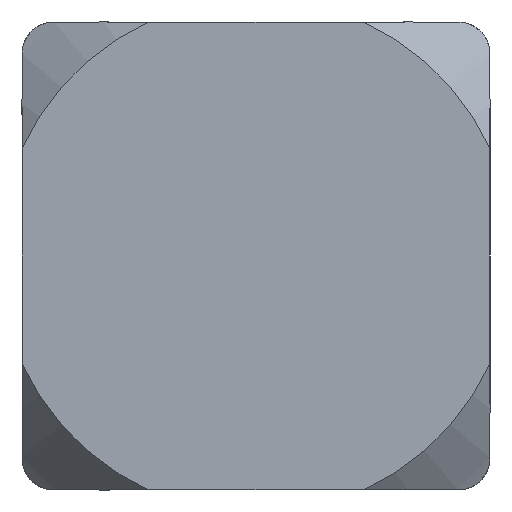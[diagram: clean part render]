
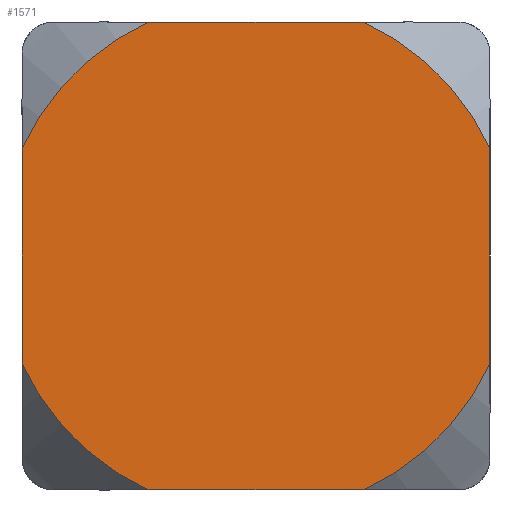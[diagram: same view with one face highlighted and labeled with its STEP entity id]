
A CAD part, left-side view. The second image highlights one B-rep face of the part: STEP entity #1571.
In plain terms, the highlighted planar face has unit normal (-1, 0, 0).
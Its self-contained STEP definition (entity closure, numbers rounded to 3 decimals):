
#64=CIRCLE('',#1679,8.8);
#67=CIRCLE('',#1685,8.8);
#68=CIRCLE('',#1686,8.8);
#69=CIRCLE('',#1687,8.8);
#179=FACE_OUTER_BOUND('',#268,.T.);
#268=EDGE_LOOP('',(#1089,#1090,#1091,#1092,#1093,#1094,#1095,#1096));
#426=LINE('',#2479,#533);
#427=LINE('',#2487,#534);
#428=LINE('',#2490,#535);
#429=LINE('',#2494,#536);
#533=VECTOR('',#1888,1000.);
#534=VECTOR('',#1895,1000.);
#535=VECTOR('',#1898,1000.);
#536=VECTOR('',#1901,1000.);
#655=VERTEX_POINT('',#2418);
#656=VERTEX_POINT('',#2422);
#661=VERTEX_POINT('',#2463);
#668=VERTEX_POINT('',#2485);
#669=VERTEX_POINT('',#2486);
#670=VERTEX_POINT('',#2489);
#671=VERTEX_POINT('',#2491);
#672=VERTEX_POINT('',#2493);
#825=EDGE_CURVE('',#656,#655,#64,.T.);
#835=EDGE_CURVE('',#655,#661,#426,.T.);
#838=EDGE_CURVE('',#668,#669,#427,.T.);
#839=EDGE_CURVE('',#661,#669,#67,.T.);
#840=EDGE_CURVE('',#670,#656,#428,.T.);
#841=EDGE_CURVE('',#671,#670,#68,.T.);
#842=EDGE_CURVE('',#671,#672,#429,.T.);
#843=EDGE_CURVE('',#668,#672,#69,.T.);
#1089=ORIENTED_EDGE('',*,*,#838,.T.);
#1090=ORIENTED_EDGE('',*,*,#839,.F.);
#1091=ORIENTED_EDGE('',*,*,#835,.F.);
#1092=ORIENTED_EDGE('',*,*,#825,.F.);
#1093=ORIENTED_EDGE('',*,*,#840,.F.);
#1094=ORIENTED_EDGE('',*,*,#841,.F.);
#1095=ORIENTED_EDGE('',*,*,#842,.T.);
#1096=ORIENTED_EDGE('',*,*,#843,.F.);
#1532=PLANE('',#1684);
#1571=ADVANCED_FACE('',(#179),#1532,.F.);
#1679=AXIS2_PLACEMENT_3D('',#2426,#1878,#1879);
#1684=AXIS2_PLACEMENT_3D('',#2484,#1893,#1894);
#1685=AXIS2_PLACEMENT_3D('',#2488,#1896,#1897);
#1686=AXIS2_PLACEMENT_3D('',#2492,#1899,#1900);
#1687=AXIS2_PLACEMENT_3D('',#2495,#1902,#1903);
#1878=DIRECTION('center_axis',(1.,0.,0.));
#1879=DIRECTION('ref_axis',(0.,0.,-1.));
#1888=DIRECTION('',(0.,0.,-1.));
#1893=DIRECTION('center_axis',(1.,0.,0.));
#1894=DIRECTION('ref_axis',(0.,0.,-1.));
#1895=DIRECTION('',(0.,-1.,0.));
#1896=DIRECTION('center_axis',(1.,0.,0.));
#1897=DIRECTION('ref_axis',(0.,0.,-1.));
#1898=DIRECTION('',(0.,-1.,0.));
#1899=DIRECTION('center_axis',(1.,0.,0.));
#1900=DIRECTION('ref_axis',(0.,0.,-1.));
#1901=DIRECTION('',(0.,0.,-1.));
#1902=DIRECTION('center_axis',(1.,0.,0.));
#1903=DIRECTION('ref_axis',(0.,0.,-1.));
#2418=CARTESIAN_POINT('',(-8.,-8.,3.666));
#2422=CARTESIAN_POINT('',(-8.,-3.666,8.));
#2426=CARTESIAN_POINT('Origin',(-8.,0.,0.));
#2463=CARTESIAN_POINT('',(-8.,-8.,-3.666));
#2479=CARTESIAN_POINT('',(-8.,-8.,8.));
#2484=CARTESIAN_POINT('Origin',(-8.,8.,8.));
#2485=CARTESIAN_POINT('',(-8.,3.666,-8.));
#2486=CARTESIAN_POINT('',(-8.,-3.666,-8.));
#2487=CARTESIAN_POINT('',(-8.,8.,-8.));
#2488=CARTESIAN_POINT('Origin',(-8.,0.,0.));
#2489=CARTESIAN_POINT('',(-8.,3.666,8.));
#2490=CARTESIAN_POINT('',(-8.,8.,8.));
#2491=CARTESIAN_POINT('',(-8.,8.,3.666));
#2492=CARTESIAN_POINT('Origin',(-8.,0.,0.));
#2493=CARTESIAN_POINT('',(-8.,8.,-3.666));
#2494=CARTESIAN_POINT('',(-8.,8.,8.));
#2495=CARTESIAN_POINT('Origin',(-8.,0.,0.));
